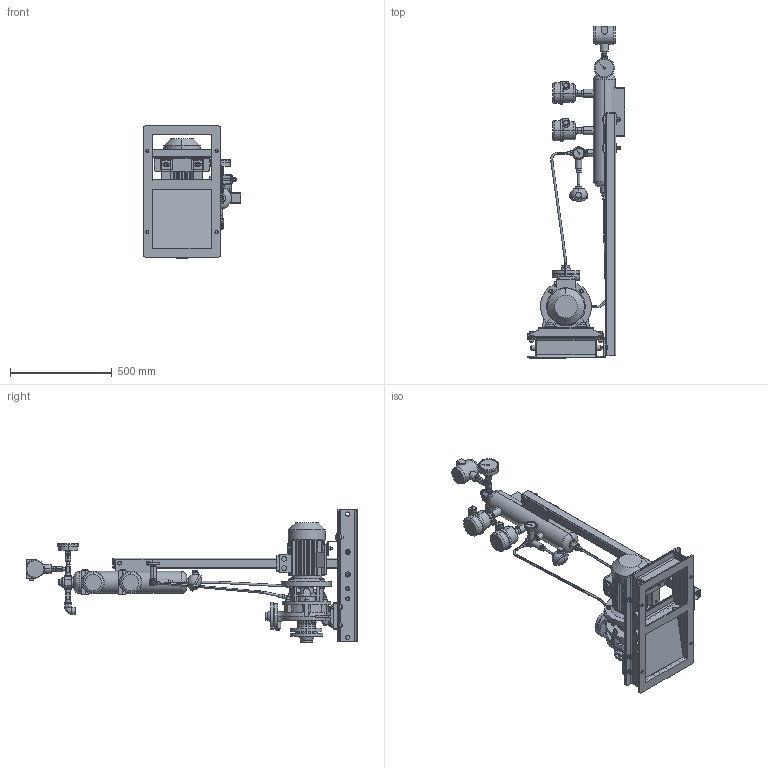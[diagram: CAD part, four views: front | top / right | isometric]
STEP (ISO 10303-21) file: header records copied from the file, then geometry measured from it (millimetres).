
FILE_DESCRIPTION (( 'STEP AP203' ), '1' );
FILE_NAME ('221-203-55Ò-ÐÑ2-10-02.step', '2023-07-26T12:56:48', ( 'adb' ), ( '' ), 'SwSTEP 2.0', 'SolidWorks 2016', '' );
FILE_SCHEMA (( 'CONFIG_CONTROL_DESIGN' ));
Length unit declared in the file: millimetre
Products named in the file (1): 221-203-55Ò-ÐÑ2-10-02
Bounding box: 479 x 1630.5 x 655 mm (x, y, z)
Volume: 22012947.6 mm3; surface area: 3811873.4 mm2
Topology: 32 solids, 45 shells, 3059 faces, 7761 edges, 4987 vertices
Faces by surface type: plane 1559, cylinder 1110, cone 276, torus 63, bspline 41, sphere 10
Entity records: 106524 total; most frequent: CARTESIAN_POINT 31876, DIRECTION 15758, ORIENTED_EDGE 15490, EDGE_CURVE 7745, AXIS2_PLACEMENT_3D 5962, VERTEX_POINT 4981, LINE 3834, VECTOR 3834
